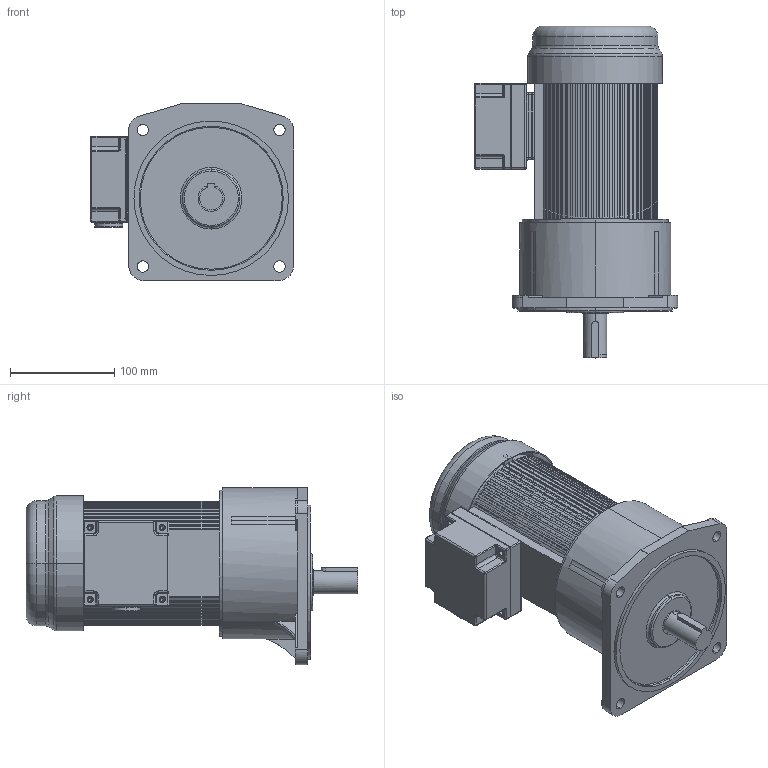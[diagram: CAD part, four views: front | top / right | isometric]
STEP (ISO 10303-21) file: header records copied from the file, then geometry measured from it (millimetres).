
FILE_DESCRIPTION((''),'2;1');
FILE_NAME('ASM0001_ASM','2022-03-02T',('gkkg'),(''),'PRO/ENGINEER BY PARAMETRIC TECHNOLOGY CORPORATION, 2010280','PRO/ENGINEER BY PARAMETRIC TECHNOLOGY CORPORATION, 2010280','');
FILE_SCHEMA(('CONFIG_CONTROL_DESIGN'));
Products named in the file (10): GV22; PRT0002; PRT0003; PRT0006; PRT0007; ASM0004_ASM; PRT0008; ASM0003_ASM; ASM0002_ASM; ASM0001_ASM
Assembly tree (9 placements, depth 5):
  ASM0001_ASM
    GV22
    PRT0002
    PRT0003
    PRT0006
    ASM0002_ASM
      ASM0003_ASM
        ASM0004_ASM
          PRT0007
        PRT0008
Bounding box: 194.8 x 317.91 x 170 mm (x, y, z)
Volume: 1175611.2 mm3; surface area: 525610.9 mm2
Topology: 6 solids, 10 shells, 3119 faces, 8865 edges, 5785 vertices
Faces by surface type: plane 1993, cylinder 741, torus 259, bspline 100, cone 20, sphere 6
Entity records: 106858 total; most frequent: CARTESIAN_POINT 23847, ORIENTED_EDGE 17718, DIRECTION 16964, EDGE_CURVE 8859, VECTOR 6418, LINE 6418, VERTEX_POINT 5785, AXIS2_PLACEMENT_3D 5273
